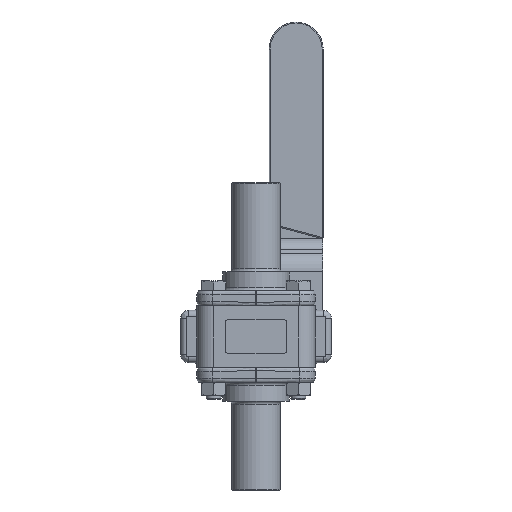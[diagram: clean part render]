
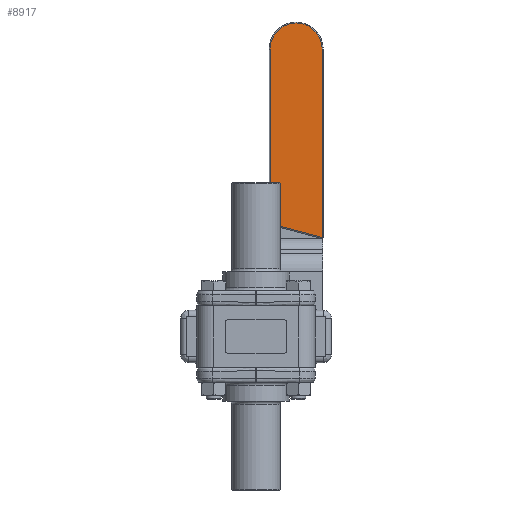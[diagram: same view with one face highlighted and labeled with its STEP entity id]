
A CAD part, front view. The second image highlights one B-rep face of the part: STEP entity #8917.
In plain terms, the highlighted planar face has unit normal (0, -1, 0).
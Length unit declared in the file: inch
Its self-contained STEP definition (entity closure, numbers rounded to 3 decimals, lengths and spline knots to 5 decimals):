
#892=LINE('',#17999,#1392);
#894=LINE('',#18005,#1394);
#896=LINE('',#18014,#1396);
#1392=VECTOR('',#11271,1.1181);
#1394=VECTOR('',#11277,3.61351);
#1396=VECTOR('',#11289,3.9029);
#1695=PLANE('',#9651);
#2666=FACE_OUTER_BOUND('',#3229,.T.);
#3229=EDGE_LOOP('',(#7360,#7361,#7362,#7363));
#3746=CIRCLE('',#9638,0.54);
#4389=VERTEX_POINT('',#17957);
#4398=VERTEX_POINT('',#17981);
#4404=VERTEX_POINT('',#18001);
#4406=VERTEX_POINT('',#18007);
#5443=EDGE_CURVE('',#4389,#4398,#892,.T.);
#5446=EDGE_CURVE('',#4398,#4404,#894,.T.);
#5449=EDGE_CURVE('',#4404,#4406,#3746,.T.);
#5451=EDGE_CURVE('',#4406,#4389,#896,.T.);
#7360=ORIENTED_EDGE('',*,*,#5443,.F.);
#7361=ORIENTED_EDGE('',*,*,#5451,.F.);
#7362=ORIENTED_EDGE('',*,*,#5449,.F.);
#7363=ORIENTED_EDGE('',*,*,#5446,.F.);
#8917=ADVANCED_FACE('',(#2666),#1695,.F.);
#9638=AXIS2_PLACEMENT_3D('',#18011,#11284,#11285);
#9651=AXIS2_PLACEMENT_3D('',#18035,#11319,#11320);
#11271=DIRECTION('',(-0.966,0.,0.259));
#11277=DIRECTION('',(0.,0.,1.));
#11284=DIRECTION('center_axis',(0.,1.,0.));
#11285=DIRECTION('ref_axis',(0.,0.,
1.));
#11289=DIRECTION('',(0.,0.,-1.));
#11319=DIRECTION('center_axis',(0.,1.,0.));
#11320=DIRECTION('ref_axis',(-1.,0.,0.));
#17957=CARTESIAN_POINT('',(1.37,2.133,2.0481));
#17981=CARTESIAN_POINT('',(0.29,2.133,2.33749));
#17999=CARTESIAN_POINT('',(0.30648,2.133,2.33307));
#18001=CARTESIAN_POINT('',(0.29,2.133,5.951));
#18005=CARTESIAN_POINT('',(0.29,2.133,5.08627));
#18007=CARTESIAN_POINT('',(1.37,2.133,5.951));
#18011=CARTESIAN_POINT('Origin',(0.83,2.133,5.951));
#18014=CARTESIAN_POINT('',(1.37,2.133,3.12179));
#18035=CARTESIAN_POINT('Origin',(0.84604,2.133,4.22154));
